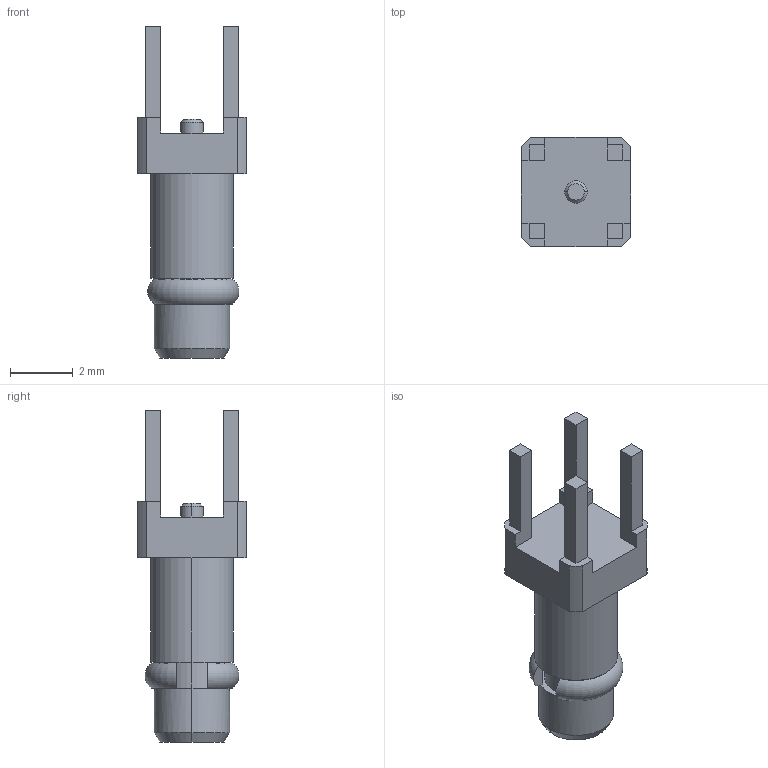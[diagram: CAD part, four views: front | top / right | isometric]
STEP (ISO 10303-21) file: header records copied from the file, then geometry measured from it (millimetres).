
FILE_DESCRIPTION (( 'STEP AP203' ), '1' );
FILE_NAME ('R110.434.100A.STEP', '2014-03-25T13:24:32', ( 'adminradiall' ), ( 'Microsoft' ), 'SwSTEP 2.0', 'SolidWorks 2011', '' );
FILE_SCHEMA (( 'CONFIG_CONTROL_DESIGN' ));
Length unit declared in the file: millimetre
Products named in the file (1): R110.434.100A
Bounding box: 3.5 x 3.5 x 10.61 mm (x, y, z)
Volume: 47.4 mm3; surface area: 142.6 mm2
Topology: 1 solids, 1 shells, 70 faces, 172 edges, 112 vertices
Faces by surface type: plane 42, cylinder 19, cone 8, torus 1
Entity records: 2155 total; most frequent: CARTESIAN_POINT 373, DIRECTION 364, ORIENTED_EDGE 344, EDGE_CURVE 172, AXIS2_PLACEMENT_3D 123, VECTOR 118, LINE 118, VERTEX_POINT 112
